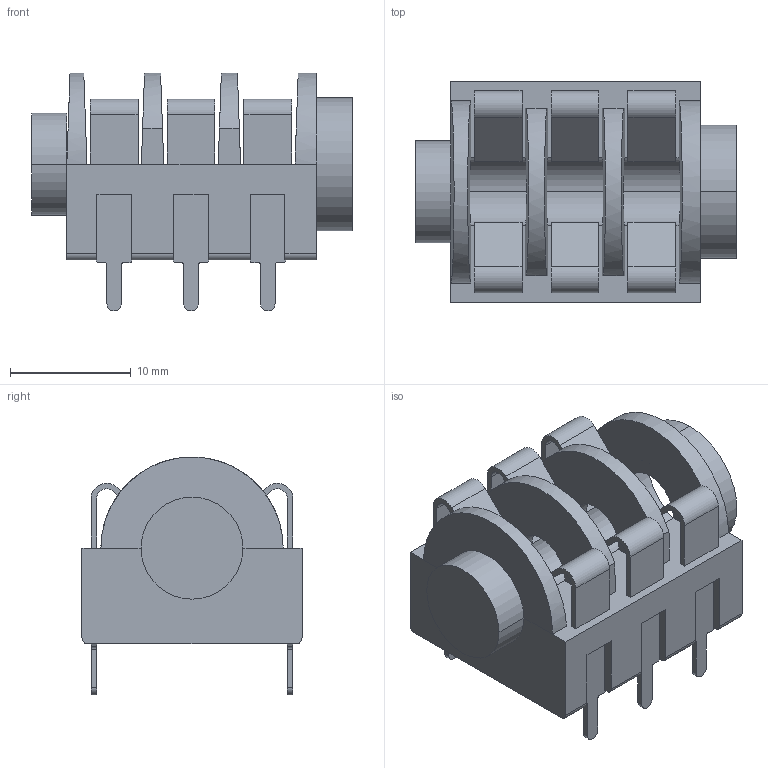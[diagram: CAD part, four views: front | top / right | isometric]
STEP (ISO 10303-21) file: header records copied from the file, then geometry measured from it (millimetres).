
FILE_DESCRIPTION(('FreeCAD Model'),'2;1');
FILE_NAME('Cut.step','2019-05-13T20:29:41',( 'kicad StepUp'),('ksu MCAD'),'Open CASCADE STEP processor 7.2', 'FreeCAD','Unknown');
FILE_SCHEMA(('AUTOMOTIVE_DESIGN { 1 0 10303 214 1 1 1 1 }'));
Length unit declared in the file: millimetre
Products named in the file (1): Cut001
Bounding box: 26.53 x 18.2 x 19.67 mm (x, y, z)
Volume: 3434.5 mm3; surface area: 3313 mm2
Topology: 1 solids, 1 shells, 189 faces, 542 edges, 360 vertices
Faces by surface type: plane 127, cylinder 62
Full cylindrical faces by diameter (mm): 10 x1
Entity records: 7522 total; most frequent: CARTESIAN_POINT 1149, ORIENTED_EDGE 1084, DIRECTION 1022, EDGE_CURVE 542, LINE 404, VECTOR 404, VERTEX_POINT 360, AXIS2_PLACEMENT_3D 309
